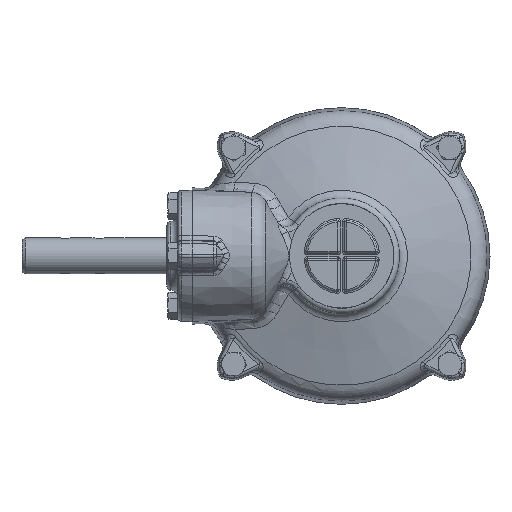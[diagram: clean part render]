
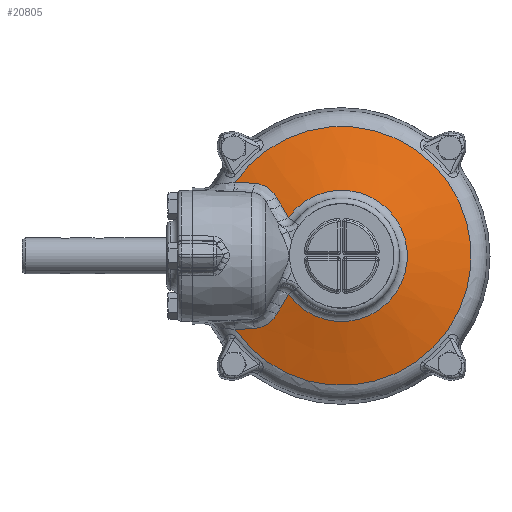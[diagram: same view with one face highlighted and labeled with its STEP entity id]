
A CAD part, top view. The second image highlights one B-rep face of the part: STEP entity #20805.
In plain terms, the highlighted conical face has half-angle 74.208 degrees and reference radius 0 mm.
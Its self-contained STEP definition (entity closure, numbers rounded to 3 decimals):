
#579=CONICAL_SURFACE('',#22582,0.,1.295);
#1586=CIRCLE('',#22583,36.472);
#1587=CIRCLE('',#22584,71.903);
#2293=B_SPLINE_CURVE_WITH_KNOTS('',3,(#39812,#39813,#39814,#39815,#39816,
#39817,#39818),.UNSPECIFIED.,.F.,.F.,(4,1,1,1,4),(0.,0.004,
0.008,0.012,0.016),
 .UNSPECIFIED.);
#2294=B_SPLINE_CURVE_WITH_KNOTS('',3,(#39821,#39822,#39823,#39824),
 .UNSPECIFIED.,.F.,.F.,(4,4),(0.,1.),.UNSPECIFIED.);
#2295=B_SPLINE_CURVE_WITH_KNOTS('',3,(#39826,#39827,#39828,#39829),
 .UNSPECIFIED.,.F.,.F.,(4,4),(0.,0.008),.UNSPECIFIED.);
#2296=B_SPLINE_CURVE_WITH_KNOTS('',3,(#39833,#39834,#39835,#39836),
 .UNSPECIFIED.,.F.,.F.,(4,4),(0.,0.008),.UNSPECIFIED.);
#2297=B_SPLINE_CURVE_WITH_KNOTS('',3,(#39838,#39839,#39840,#39841),
 .UNSPECIFIED.,.F.,.F.,(4,4),(0.,1.),.UNSPECIFIED.);
#2298=B_SPLINE_CURVE_WITH_KNOTS('',3,(#39843,#39844,#39845,#39846,#39847,
#39848,#39849,#39850),.UNSPECIFIED.,.F.,.F.,(4,1,1,1,1,4),(0.,0.004,
0.008,0.01,0.012,0.016),
 .UNSPECIFIED.);
#2299=B_SPLINE_CURVE_WITH_KNOTS('',3,(#39852,#39853,#39854,#39855),
 .UNSPECIFIED.,.F.,.F.,(4,4),(0.,0.011),.UNSPECIFIED.);
#2300=B_SPLINE_CURVE_WITH_KNOTS('',3,(#39859,#39860,#39861,#39862),
 .UNSPECIFIED.,.F.,.F.,(4,4),(0.,0.011),.UNSPECIFIED.);
#5362=ORIENTED_EDGE('',*,*,#8106,.T.);
#5363=ORIENTED_EDGE('',*,*,#8107,.T.);
#5364=ORIENTED_EDGE('',*,*,#8108,.T.);
#5365=ORIENTED_EDGE('',*,*,#8109,.T.);
#5366=ORIENTED_EDGE('',*,*,#8110,.T.);
#5367=ORIENTED_EDGE('',*,*,#8111,.T.);
#5368=ORIENTED_EDGE('',*,*,#8112,.T.);
#5369=ORIENTED_EDGE('',*,*,#8113,.T.);
#5370=ORIENTED_EDGE('',*,*,#8114,.T.);
#5371=ORIENTED_EDGE('',*,*,#8115,.T.);
#8106=EDGE_CURVE('',#9638,#9639,#2293,.T.);
#8107=EDGE_CURVE('',#9639,#9640,#2294,.T.);
#8108=EDGE_CURVE('',#9640,#9641,#2295,.T.);
#8109=EDGE_CURVE('',#9641,#9642,#1586,.T.);
#8110=EDGE_CURVE('',#9642,#9643,#2296,.T.);
#8111=EDGE_CURVE('',#9643,#9644,#2297,.T.);
#8112=EDGE_CURVE('',#9644,#9645,#2298,.T.);
#8113=EDGE_CURVE('',#9645,#9646,#2299,.T.);
#8114=EDGE_CURVE('',#9646,#9647,#1587,.T.);
#8115=EDGE_CURVE('',#9647,#9638,#2300,.T.);
#9638=VERTEX_POINT('',#39819);
#9639=VERTEX_POINT('',#39820);
#9640=VERTEX_POINT('',#39825);
#9641=VERTEX_POINT('',#39830);
#9642=VERTEX_POINT('',#39832);
#9643=VERTEX_POINT('',#39837);
#9644=VERTEX_POINT('',#39842);
#9645=VERTEX_POINT('',#39851);
#9646=VERTEX_POINT('',#39856);
#9647=VERTEX_POINT('',#39858);
#11734=EDGE_LOOP('',(#5362,#5363,#5364,#5365,#5366,#5367,#5368,#5369,#5370,
#5371));
#13035=FACE_BOUND('',#11734,.T.);
#20805=ADVANCED_FACE('',(#13035),#579,.T.);
#22582=AXIS2_PLACEMENT_3D('',#39811,#26349,#26350);
#22583=AXIS2_PLACEMENT_3D('',#39831,#26351,#26352);
#22584=AXIS2_PLACEMENT_3D('',#39857,#26353,#26354);
#26349=DIRECTION('',(0.,0.,-1.));
#26350=DIRECTION('',(-1.,0.,0.));
#26351=DIRECTION('',(0.,0.,-1.));
#26352=DIRECTION('',(-1.,0.,0.));
#26353=DIRECTION('',(0.,0.,1.));
#26354=DIRECTION('',(1.,0.,0.));
#39811=CARTESIAN_POINT('',(0.,0.,78.151));
#39812=CARTESIAN_POINT('',(-48.52,40.305,60.311));
#39813=CARTESIAN_POINT('',(-47.23,40.234,60.605));
#39814=CARTESIAN_POINT('',(-44.73,39.764,61.226));
#39815=CARTESIAN_POINT('',(-41.243,38.146,62.262));
#39816=CARTESIAN_POINT('',(-38.274,35.734,63.341));
#39817=CARTESIAN_POINT('',(-36.742,33.72,64.047));
#39818=CARTESIAN_POINT('',(-36.098,32.615,64.391));
#39819=CARTESIAN_POINT('',(-48.52,40.305,60.311));
#39820=CARTESIAN_POINT('',(-36.098,32.615,64.391));
#39821=CARTESIAN_POINT('',(-36.098,32.615,64.391));
#39822=CARTESIAN_POINT('',(-35.247,31.157,64.847));
#39823=CARTESIAN_POINT('',(-34.394,29.7,65.3));
#39824=CARTESIAN_POINT('',(-33.54,28.244,65.749));
#39825=CARTESIAN_POINT('',(-33.54,28.244,65.749));
#39826=CARTESIAN_POINT('',(-33.54,28.244,65.749));
#39827=CARTESIAN_POINT('',(-32.202,25.961,66.455));
#39828=CARTESIAN_POINT('',(-30.87,23.672,67.153));
#39829=CARTESIAN_POINT('',(-29.556,21.369,67.836));
#39830=CARTESIAN_POINT('',(-29.556,21.369,67.836));
#39831=CARTESIAN_POINT('',(0.,0.,67.836));
#39832=CARTESIAN_POINT('',(-29.556,-21.369,67.836));
#39833=CARTESIAN_POINT('',(-29.556,-21.369,67.836));
#39834=CARTESIAN_POINT('',(-30.87,-23.672,67.153));
#39835=CARTESIAN_POINT('',(-32.202,-25.961,66.455));
#39836=CARTESIAN_POINT('',(-33.54,-28.244,65.749));
#39837=CARTESIAN_POINT('',(-33.54,-28.244,65.749));
#39838=CARTESIAN_POINT('',(-33.54,-28.244,65.749));
#39839=CARTESIAN_POINT('',(-34.394,-29.7,65.3));
#39840=CARTESIAN_POINT('',(-35.247,-31.157,64.847));
#39841=CARTESIAN_POINT('',(-36.098,-32.615,64.391));
#39842=CARTESIAN_POINT('',(-36.098,-32.615,64.391));
#39843=CARTESIAN_POINT('',(-36.098,-32.615,64.391));
#39844=CARTESIAN_POINT('',(-36.742,-33.72,64.047));
#39845=CARTESIAN_POINT('',(-38.264,-35.726,63.345));
#39846=CARTESIAN_POINT('',(-40.754,-37.745,62.441));
#39847=CARTESIAN_POINT('',(-42.963,-38.945,61.751));
#39848=CARTESIAN_POINT('',(-45.353,-39.882,61.071));
#39849=CARTESIAN_POINT('',(-47.23,-40.234,60.605));
#39850=CARTESIAN_POINT('',(-48.52,-40.305,60.311));
#39851=CARTESIAN_POINT('',(-48.52,-40.305,60.311));
#39852=CARTESIAN_POINT('',(-48.52,-40.305,60.311));
#39853=CARTESIAN_POINT('',(-52.069,-40.5,59.504));
#39854=CARTESIAN_POINT('',(-55.612,-40.692,58.668));
#39855=CARTESIAN_POINT('',(-59.15,-40.881,57.815));
#39856=CARTESIAN_POINT('',(-59.15,-40.881,57.815));
#39857=CARTESIAN_POINT('',(0.,0.,57.815));
#39858=CARTESIAN_POINT('',(-59.15,40.881,57.815));
#39859=CARTESIAN_POINT('',(-59.15,40.881,57.815));
#39860=CARTESIAN_POINT('',(-55.612,40.692,58.668));
#39861=CARTESIAN_POINT('',(-52.069,40.5,59.504));
#39862=CARTESIAN_POINT('',(-48.52,40.305,60.311));
